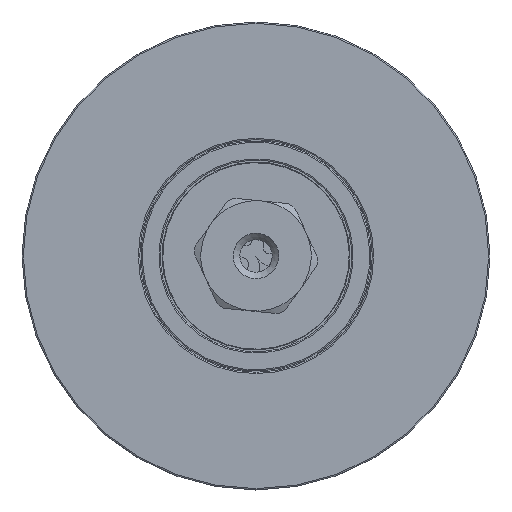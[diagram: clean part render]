
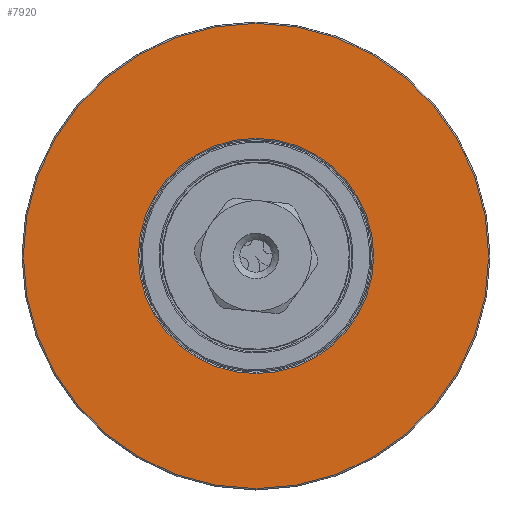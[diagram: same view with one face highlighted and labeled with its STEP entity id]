
A CAD part, top view. The second image highlights one B-rep face of the part: STEP entity #7920.
In plain terms, the highlighted planar face has unit normal (0, 0, 1).
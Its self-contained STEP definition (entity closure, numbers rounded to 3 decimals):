
#991=PLANE('',#8531);
#1135=ORIENTED_EDGE('',*,*,#2886,.T.);
#1136=ORIENTED_EDGE('',*,*,#2887,.T.);
#2886=EDGE_CURVE('',#3765,#3765,#4450,.T.);
#2887=EDGE_CURVE('',#3766,#3766,#4451,.F.);
#3765=VERTEX_POINT('',#12077);
#3766=VERTEX_POINT('',#12079);
#4450=CIRCLE('',#8532,35.8);
#4451=CIRCLE('',#8533,18.1);
#4982=EDGE_LOOP('',(#1135));
#4983=EDGE_LOOP('',(#1136));
#5862=FACE_BOUND('',#4982,.T.);
#5863=FACE_BOUND('',#4983,.T.);
#7920=ADVANCED_FACE('',(#5862,#5863),#991,.T.);
#8531=AXIS2_PLACEMENT_3D('',#12075,#9635,#9636);
#8532=AXIS2_PLACEMENT_3D('',#12076,#9637,#9638);
#8533=AXIS2_PLACEMENT_3D('',#12078,#9639,#9640);
#9635=DIRECTION('',(0.,0.,1.));
#9636=DIRECTION('',(1.,0.,0.));
#9637=DIRECTION('',(0.,0.,1.));
#9638=DIRECTION('',(1.,0.,0.));
#9639=DIRECTION('',(0.,0.,1.));
#9640=DIRECTION('',(1.,0.,0.));
#12075=CARTESIAN_POINT('',(-36.432,-36.432,4.));
#12076=CARTESIAN_POINT('',(0.,0.,4.));
#12077=CARTESIAN_POINT('',(35.8,0.,4.));
#12078=CARTESIAN_POINT('',(0.,0.,4.));
#12079=CARTESIAN_POINT('',(18.1,0.,4.));
